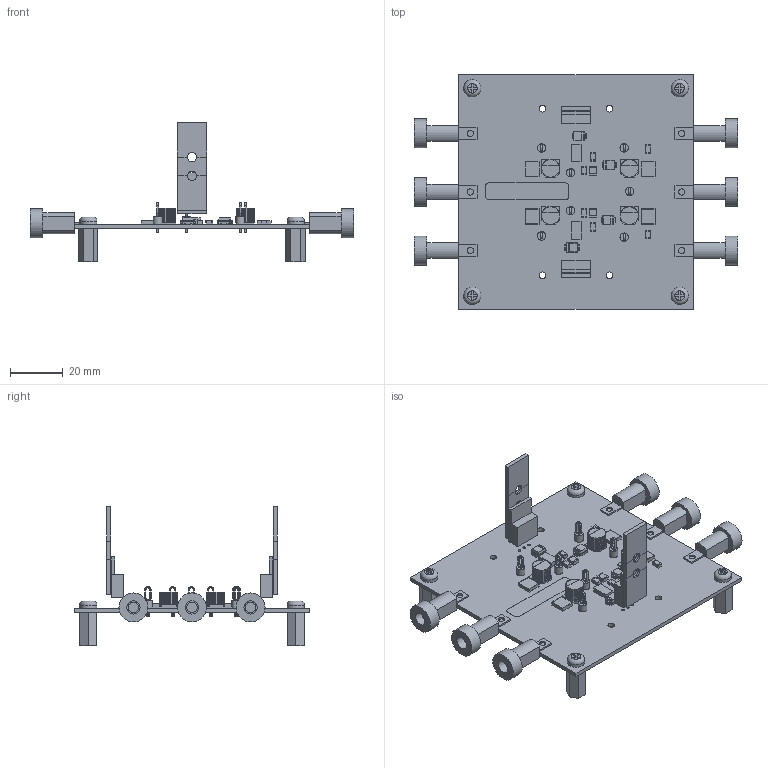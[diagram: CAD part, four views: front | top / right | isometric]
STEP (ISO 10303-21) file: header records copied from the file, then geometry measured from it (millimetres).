
FILE_DESCRIPTION(('Open CASCADE Model'),'2;1');
FILE_NAME('Open CASCADE Shape Model','2023-01-24T12:17:55',('Author'),( 'Open CASCADE'),'Open CASCADE STEP processor 7.5','Open CASCADE 7.5' ,'Unknown');
FILE_SCHEMA(('AUTOMOTIVE_DESIGN { 1 0 10303 214 1 1 1 1 }'));
Length unit declared in the file: millimetre
Products named in the file (95): PCB; Board; Open CASCADE STEP translator 7.5 1.1.1; LBL1; 6561019072; Extruded; H1; B_F_NY PMS 440 0025 PH; H2; H3; H4; H5; Keystone_1902C; H6; H7; H8; C1; 6561019152; 6582302256; 6622912352; C2; C3; C4; C5; 6622912752; 6622912592; C6; C7; 6622913632; 6622913472; C8; C9; C10; D1; SMB_nominal; D2; D3; D4; J1; Keystone_6091 ...
Assembly tree (158 placements, depth 4):
  PCB
    Board
      Open CASCADE STEP translator 7.5 1.1.1
    LBL1
      6561019072
        Extruded
    H1
      B_F_NY PMS 440 0025 PH
    H2
      B_F_NY PMS 440 0025 PH
    H3
      B_F_NY PMS 440 0025 PH
    H4
      B_F_NY PMS 440 0025 PH
    H5
      Keystone_1902C
    H6
      Keystone_1902C
    H7
      Keystone_1902C
    H8
      Keystone_1902C
    C1
      6561019152
        Extruded
      6582302256
        Extruded
      6622912352
        Extruded
    C2
      6561019152
        Extruded
      6582302256
        Extruded
      6622912352
        Extruded
    C3
      6561019152
        Extruded
      6582302256
        Extruded
      6622912352
        Extruded
    C4
      6561019152
        Extruded
      6582302256
        Extruded
      6622912352
        Extruded
    C5
      6622912752  x2
        Extruded
      6622912592
        Extruded
    C6
      6622912752  x2
        Extruded
      6622912592
        Extruded
Bounding box: 122.73 x 88.9 x 52.96 mm (x, y, z)
Volume: 22521 mm3; surface area: 34103.9 mm2
Topology: 100 solids, 100 shells, 1728 faces, 4418 edges, 2896 vertices
Faces by surface type: plane 1392, cylinder 220, cone 112, torus 4
Full cylindrical faces by diameter (mm): 1 x6, 1.6 x7, 2.36 x6, 2.55 x4, 2.845 x56, 3.2 x15, 4 x6, 5 x12, 6.604 x4, 11 x6
Entity records: 18686 total; most frequent: CARTESIAN_POINT 3187, DIRECTION 2841, ORIENTED_EDGE 2748, EDGE_CURVE 1374, LINE 1121, VECTOR 1121, VERTEX_POINT 901, AXIS2_PLACEMENT_3D 860
